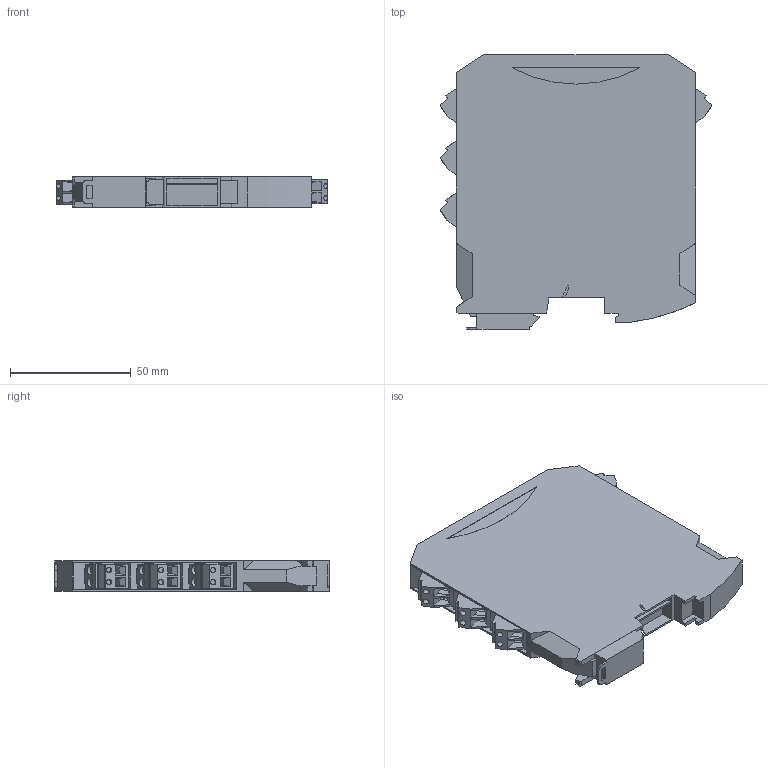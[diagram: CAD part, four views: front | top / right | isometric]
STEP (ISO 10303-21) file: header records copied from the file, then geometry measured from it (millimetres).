
FILE_DESCRIPTION (( 'STEP AP214' ), '1' );
FILE_NAME ('9270-11-16-14S.STEP', '2021-04-20T13:16:32', ( '' ), ( '' ), 'SwSTEP 2.0', 'SolidWorks 2021', '' );
FILE_SCHEMA (( 'AUTOMOTIVE_DESIGN' ));
Length unit declared in the file: inch
Products named in the file (1): 9270-11-16-14S
Bounding box: 112.49 x 113.7 x 12.6 mm (x, y, z)
Volume: 125772.7 mm3; surface area: 40081.3 mm2
Topology: 1 solids, 9 shells, 898 faces, 2599 edges, 1710 vertices
Faces by surface type: plane 805, cylinder 85, cone 8
Full cylindrical faces by diameter (mm): 1.53 x8, 2.23 x8, 2.8 x6, 3 x8, 4 x8
Entity records: 28659 total; most frequent: CARTESIAN_POINT 5282, ORIENTED_EDGE 5026, DIRECTION 4441, EDGE_CURVE 2513, LINE 2287, VECTOR 2287, VERTEX_POINT 1678, AXIS2_PLACEMENT_3D 1077
